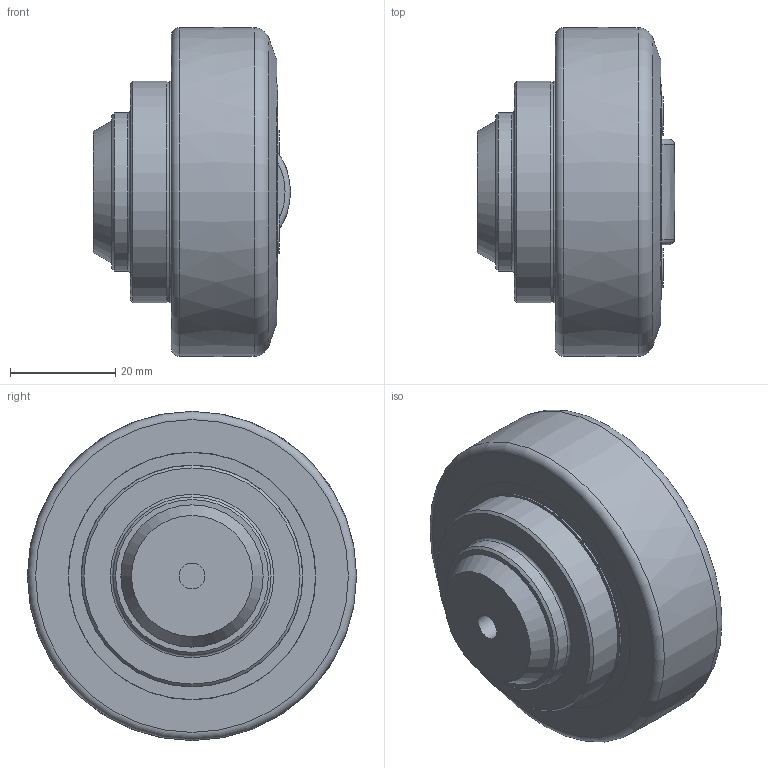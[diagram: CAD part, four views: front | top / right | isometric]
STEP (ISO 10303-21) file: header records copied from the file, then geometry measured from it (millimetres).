
FILE_DESCRIPTION(/* description */ ('-','CAx-IF Rec.Pracs.---Representation and Presentation of Product Manufacturing Information (PMI)---4.0---2014-10-13'),/* implementation_level */ '2;1');
FILE_NAME(/* name */ '71efad69-11a8-4de0-89a6-046f3715aee2.stp',/* time_stamp */ '2020-04-01T16:05:38+02:00',/* author */ ('-'),/* organization */ ('NTI CADcenter A/S'),/* preprocessor_version */ 'ST-DEVELOPER v18',/* originating_system */ 'Autodesk Inventor 2020',/* authorisation */ '-');
FILE_SCHEMA (('AP242_MANAGED_MODEL_BASED_3D_ENGINEERING_MIM_LF { 1 0 10303 442 1 1 4 }'));
Length unit declared in the file: millimetre
Products named in the file (1): HTR 060.0200_Kontur
Bounding box: 37.5 x 62.5 x 62.5 mm (x, y, z)
Volume: 69422 mm3; surface area: 33809.9 mm2
Topology: 1 solids, 1 shells, 432 faces, 1205 edges, 710 vertices
Faces by surface type: plane 238, cylinder 164, cone 16, torus 12, bspline 2
Full cylindrical faces by diameter (mm): 2 x1, 2.5 x2, 3 x1, 4 x3, 4.3 x2, 4.917 x1, 7.53 x2, 11 x3, 12.4 x2, 14.4 x2, 30 x1, 38 x2, 41.5 x1, 42 x2, 42.1 x3, 45 x1, 45.5 x1, 45.7 x2, 47 x4
Entity records: 15061 total; most frequent: DIRECTION 2960, CARTESIAN_POINT 2822, ORIENTED_EDGE 2546, AXIS2_PLACEMENT_3D 1303, EDGE_CURVE 1273, CIRCLE 869, VERTEX_POINT 710, EDGE_LOOP 465
